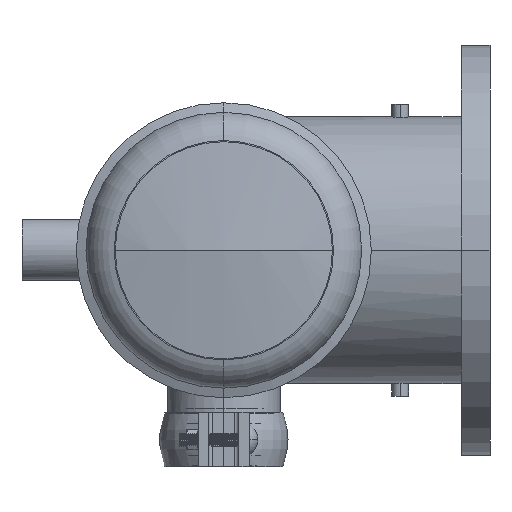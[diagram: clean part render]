
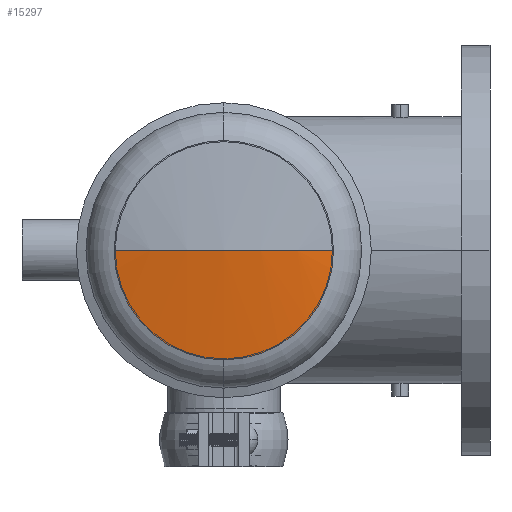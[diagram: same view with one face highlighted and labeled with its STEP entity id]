
A CAD part, left-side view. The second image highlights one B-rep face of the part: STEP entity #15297.
In plain terms, the highlighted spherical face has radius 507.99 mm.
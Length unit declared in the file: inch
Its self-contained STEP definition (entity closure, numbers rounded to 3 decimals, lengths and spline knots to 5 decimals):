
#152 = ORIENTED_EDGE ( 'NONE', *, *, #318, .T. ) ;
#318 = EDGE_CURVE ( 'NONE', #29616, #16906, #4713, .T. ) ;
#764 = DIRECTION ( 'NONE',  ( 0., 0., 1. ) ) ;
#980 = CARTESIAN_POINT ( 'NONE',  ( 0.46314, 0., 0. ) ) ;
#1126 = AXIS2_PLACEMENT_3D ( 'NONE', #980, #15316, #764 ) ;
#1739 = EDGE_CURVE ( 'NONE', #22552, #29616, #14541, .T. ) ;
#2184 = DIRECTION ( 'NONE',  ( -1., 0., 0. ) ) ;
#2360 = DIRECTION ( 'NONE',  ( 0., 1., 0. ) ) ;
#4713 = CIRCLE ( 'NONE', #28966, 4.27741 ) ;
#5754 = ORIENTED_EDGE ( 'NONE', *, *, #28147, .F. ) ;
#9378 = VERTEX_POINT ( 'NONE', #26008 ) ;
#9398 = FACE_OUTER_BOUND ( 'NONE', #25410, .T. ) ;
#11238 = ORIENTED_EDGE ( 'NONE', *, *, #1739, .T. ) ;
#11438 = AXIS2_PLACEMENT_3D ( 'NONE', #21337, #21236, #2360 ) ;
#11665 = DIRECTION ( 'NONE',  ( 0., 1., 0. ) ) ;
#11781 = CARTESIAN_POINT ( 'NONE',  ( 0.46314, 4.27741, 0. ) ) ;
#13164 = AXIS2_PLACEMENT_3D ( 'NONE', #22342, #17793, #27448 ) ;
#13489 = CARTESIAN_POINT ( 'NONE',  ( 20., 0., 0. ) ) ;
#13506 = CIRCLE ( 'NONE', #13164, 19.99963 ) ;
#14541 = CIRCLE ( 'NONE', #1126, 4.27741 ) ;
#15074 = CIRCLE ( 'NONE', #11438, 19.99963 ) ;
#15297 = ADVANCED_FACE ( 'NONE', ( #9398 ), #18132, .T. ) ;
#15316 = DIRECTION ( 'NONE',  ( -1., 0., 0. ) ) ;
#16218 = CARTESIAN_POINT ( 'NONE',  ( 0.46314, -4.27741, 0. ) ) ;
#16666 = DIRECTION ( 'NONE',  ( 0., 0., -1. ) ) ;
#16906 = VERTEX_POINT ( 'NONE', #16218 ) ;
#17793 = DIRECTION ( 'NONE',  ( 0., 0., 1. ) ) ;
#17861 = EDGE_CURVE ( 'NONE', #16906, #9378, #15074, .T. ) ;
#18132 = SPHERICAL_SURFACE ( 'NONE', #28096, 19.99963 ) ;
#19226 = CARTESIAN_POINT ( 'NONE',  ( 0.46314, 0., 0. ) ) ;
#20297 = CARTESIAN_POINT ( 'NONE',  ( 0.46314, 0., -4.27741 ) ) ;
#21236 = DIRECTION ( 'NONE',  ( 0., 0., -1. ) ) ;
#21337 = CARTESIAN_POINT ( 'NONE',  ( 20., 0., 0. ) ) ;
#22342 = CARTESIAN_POINT ( 'NONE',  ( 20., 0., 0. ) ) ;
#22552 = VERTEX_POINT ( 'NONE', #11781 ) ;
#25410 = EDGE_LOOP ( 'NONE', ( #152, #29049, #5754, #11238 ) ) ;
#26008 = CARTESIAN_POINT ( 'NONE',  ( 0.00037, 0., 0. ) ) ;
#27448 = DIRECTION ( 'NONE',  ( 1., 0., 0. ) ) ;
#28096 = AXIS2_PLACEMENT_3D ( 'NONE', #13489, #16666, #11665 ) ;
#28147 = EDGE_CURVE ( 'NONE', #22552, #9378, #13506, .T. ) ;
#28966 = AXIS2_PLACEMENT_3D ( 'NONE', #19226, #2184, #29013 ) ;
#29013 = DIRECTION ( 'NONE',  ( 0., 0., 1. ) ) ;
#29049 = ORIENTED_EDGE ( 'NONE', *, *, #17861, .T. ) ;
#29616 = VERTEX_POINT ( 'NONE', #20297 ) ;
